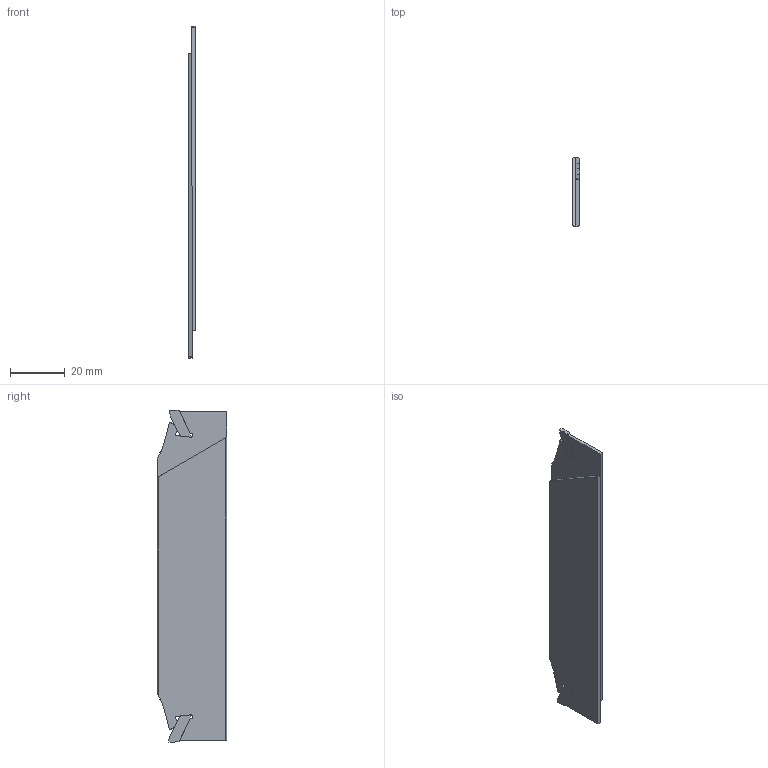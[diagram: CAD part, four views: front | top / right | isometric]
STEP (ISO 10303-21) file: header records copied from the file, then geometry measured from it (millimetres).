
FILE_DESCRIPTION(/* description */ (''),/* implementation_level */ '2;1');
FILE_NAME(/* name */ '150.10A-20-1.4.stp',/* time_stamp */ '2018-03-29T15:45:57+05:00',/* author */ (''),/* organization */ (''),/* preprocessor_version */ 'ST-DEVELOPER v16',/* originating_system */ 'SIEMENS PLM Software NX 11.0',/* authorisation */ '');
FILE_SCHEMA (('AUTOMOTIVE_DESIGN { 1 0 10303 214 3 1 1 1 }'));
Length unit declared in the file: millimetre
Products named in the file (1): 150.10A-20-1.4
Bounding box: 2.6 x 25.26 x 121.1 mm (x, y, z)
Volume: 6072.9 mm3; surface area: 6475.6 mm2
Topology: 3 solids, 3 shells, 104 faces, 270 edges, 172 vertices
Faces by surface type: plane 78, cylinder 12, cone 8, bspline 4, torus 2
Entity records: 3270 total; most frequent: CARTESIAN_POINT 655, ORIENTED_EDGE 540, DIRECTION 508, EDGE_CURVE 270, LINE 226, VECTOR 226, VERTEX_POINT 172, AXIS2_PLACEMENT_3D 141
